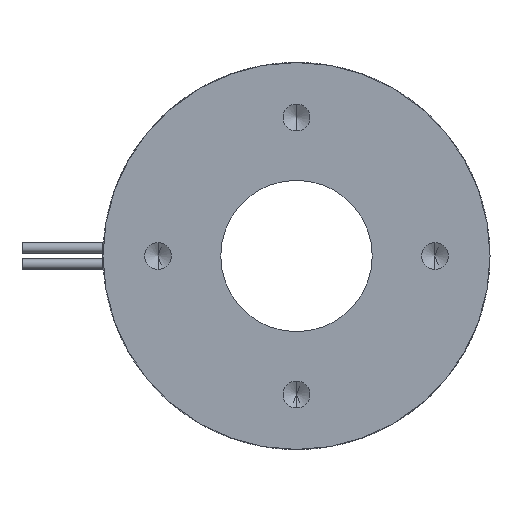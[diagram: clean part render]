
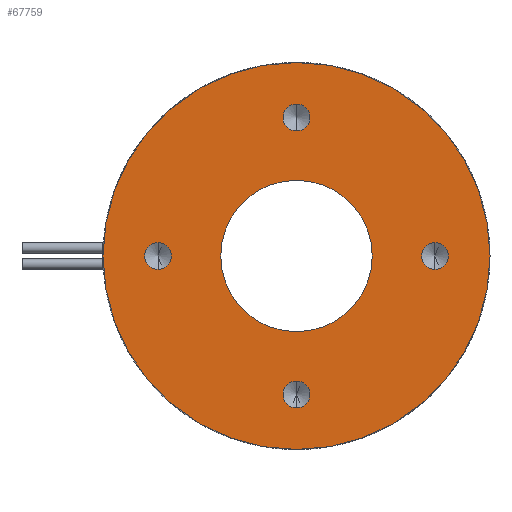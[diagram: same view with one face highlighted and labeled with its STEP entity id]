
A CAD part, left-side view. The second image highlights one B-rep face of the part: STEP entity #67759.
In plain terms, the highlighted planar face has unit normal (-1, 0, 0).
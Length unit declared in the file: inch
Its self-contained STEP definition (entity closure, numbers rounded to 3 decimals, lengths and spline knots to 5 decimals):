
#346 = ORIENTED_EDGE ( 'NONE', *, *, #38500, .F. ) ;
#1548 = EDGE_CURVE ( 'NONE', #75343, #67546, #36049, .T. ) ;
#1568 = EDGE_CURVE ( 'NONE', #18823, #40076, #67804, .T. ) ;
#2229 = CARTESIAN_POINT ( 'NONE',  ( 0., 0., 0.935 ) ) ;
#2697 = EDGE_LOOP ( 'NONE', ( #22739, #17064 ) ) ;
#3380 = DIRECTION ( 'NONE',  ( -1., 0., 0. ) ) ;
#3395 = CIRCLE ( 'NONE', #62115, 2.39 ) ;
#4793 = AXIS2_PLACEMENT_3D ( 'NONE', #41791, #77556, #35782 ) ;
#5293 = CIRCLE ( 'NONE', #50114, 0.166 ) ;
#5677 = DIRECTION ( 'NONE',  ( 0., 0., 1. ) ) ;
#7188 = AXIS2_PLACEMENT_3D ( 'NONE', #52332, #69299, #58500 ) ;
#8670 = CIRCLE ( 'NONE', #36573, 0.166 ) ;
#8755 = VERTEX_POINT ( 'NONE', #69951 ) ;
#9151 = CIRCLE ( 'NONE', #4793, 0.166 ) ;
#9560 = CARTESIAN_POINT ( 'NONE',  ( 0., 0., 1.71 ) ) ;
#10227 = EDGE_CURVE ( 'NONE', #62622, #8755, #49156, .T. ) ;
#11601 = DIRECTION ( 'NONE',  ( 1., 0., 0. ) ) ;
#12257 = AXIS2_PLACEMENT_3D ( 'NONE', #18847, #71888, #5677 ) ;
#12277 = CARTESIAN_POINT ( 'NONE',  ( 0., 0., 1.544 ) ) ;
#13667 = DIRECTION ( 'NONE',  ( 0., 0., 1. ) ) ;
#14415 = DIRECTION ( 'NONE',  ( -1., 0., 0. ) ) ;
#14844 = ORIENTED_EDGE ( 'NONE', *, *, #19389, .F. ) ;
#16002 = FACE_BOUND ( 'NONE', #76607, .T. ) ;
#16177 = ORIENTED_EDGE ( 'NONE', *, *, #74776, .F. ) ;
#16630 = EDGE_CURVE ( 'NONE', #41084, #70298, #56329, .T. ) ;
#17064 = ORIENTED_EDGE ( 'NONE', *, *, #65669, .F. ) ;
#17911 = FACE_BOUND ( 'NONE', #55358, .T. ) ;
#18823 = VERTEX_POINT ( 'NONE', #12277 ) ;
#18847 = CARTESIAN_POINT ( 'NONE',  ( 0., 0., 0. ) ) ;
#19389 = EDGE_CURVE ( 'NONE', #40076, #18823, #28814, .T. ) ;
#19515 = EDGE_CURVE ( 'NONE', #36894, #23144, #5293, .T. ) ;
#19593 = EDGE_CURVE ( 'NONE', #67546, #75343, #3395, .T. ) ;
#19750 = CARTESIAN_POINT ( 'NONE',  ( 0., 1.71, 0. ) ) ;
#21584 = CARTESIAN_POINT ( 'NONE',  ( 0., 0., 0. ) ) ;
#22641 = CARTESIAN_POINT ( 'NONE',  ( 0., 0., 2.39 ) ) ;
#22739 = ORIENTED_EDGE ( 'NONE', *, *, #19515, .F. ) ;
#23144 = VERTEX_POINT ( 'NONE', #27057 ) ;
#23704 = CARTESIAN_POINT ( 'NONE',  ( 0., 0.935, 0. ) ) ;
#23849 = CIRCLE ( 'NONE', #7188, 0.166 ) ;
#24211 = DIRECTION ( 'NONE',  ( -1., 0., 0. ) ) ;
#27057 = CARTESIAN_POINT ( 'NONE',  ( 0., 1.71, -0.166 ) ) ;
#27584 = DIRECTION ( 'NONE',  ( 0., 0., 1. ) ) ;
#28707 = ORIENTED_EDGE ( 'NONE', *, *, #35301, .F. ) ;
#28814 = CIRCLE ( 'NONE', #75621, 0.166 ) ;
#28925 = CARTESIAN_POINT ( 'NONE',  ( 0., 0., -1.544 ) ) ;
#29376 = AXIS2_PLACEMENT_3D ( 'NONE', #59992, #24211, #30490 ) ;
#29596 = DIRECTION ( 'NONE',  ( 0., 0., 1. ) ) ;
#29723 = PLANE ( 'NONE',  #63507 ) ;
#29958 = EDGE_LOOP ( 'NONE', ( #66141, #346 ) ) ;
#30490 = DIRECTION ( 'NONE',  ( 0., 0., 1. ) ) ;
#31962 = FACE_BOUND ( 'NONE', #47251, .T. ) ;
#32394 = AXIS2_PLACEMENT_3D ( 'NONE', #9560, #76879, #51101 ) ;
#33332 = EDGE_CURVE ( 'NONE', #70298, #41084, #64854, .T. ) ;
#33696 = DIRECTION ( 'NONE',  ( 0., 0., 1. ) ) ;
#34940 = DIRECTION ( 'NONE',  ( -1., 0., 0. ) ) ;
#35301 = EDGE_CURVE ( 'NONE', #77582, #38352, #8670, .T. ) ;
#35605 = DIRECTION ( 'NONE',  ( -1., 0., 0. ) ) ;
#35782 = DIRECTION ( 'NONE',  ( 0., 0., 1. ) ) ;
#35800 = ORIENTED_EDGE ( 'NONE', *, *, #33332, .F. ) ;
#36049 = CIRCLE ( 'NONE', #12257, 2.39 ) ;
#36573 = AXIS2_PLACEMENT_3D ( 'NONE', #39730, #75489, #33696 ) ;
#36894 = VERTEX_POINT ( 'NONE', #77574 ) ;
#38352 = VERTEX_POINT ( 'NONE', #67010 ) ;
#38500 = EDGE_CURVE ( 'NONE', #8755, #62622, #74764, .T. ) ;
#39361 = DIRECTION ( 'NONE',  ( 0., 0., 1. ) ) ;
#39730 = CARTESIAN_POINT ( 'NONE',  ( 0., -1.71, 0. ) ) ;
#40076 = VERTEX_POINT ( 'NONE', #77130 ) ;
#40569 = AXIS2_PLACEMENT_3D ( 'NONE', #64714, #14415, #52772 ) ;
#41084 = VERTEX_POINT ( 'NONE', #28925 ) ;
#41791 = CARTESIAN_POINT ( 'NONE',  ( 0., -1.71, 0. ) ) ;
#44254 = ORIENTED_EDGE ( 'NONE', *, *, #19593, .T. ) ;
#45344 = CARTESIAN_POINT ( 'NONE',  ( 0., 0., 1.71 ) ) ;
#45573 = CARTESIAN_POINT ( 'NONE',  ( 0., 0., -1.876 ) ) ;
#45741 = AXIS2_PLACEMENT_3D ( 'NONE', #77388, #35605, #29596 ) ;
#45967 = FACE_OUTER_BOUND ( 'NONE', #67916, .T. ) ;
#47251 = EDGE_LOOP ( 'NONE', ( #68872, #35800 ) ) ;
#47483 = DIRECTION ( 'NONE',  ( 0., 0., -1. ) ) ;
#49156 = CIRCLE ( 'NONE', #29376, 0.935 ) ;
#50114 = AXIS2_PLACEMENT_3D ( 'NONE', #19750, #55549, #13667 ) ;
#50469 = AXIS2_PLACEMENT_3D ( 'NONE', #76713, #34940, #70711 ) ;
#51101 = DIRECTION ( 'NONE',  ( 0., 0., 1. ) ) ;
#52332 = CARTESIAN_POINT ( 'NONE',  ( 0., 1.71, 0. ) ) ;
#52772 = DIRECTION ( 'NONE',  ( 0., 0., 1. ) ) ;
#55358 = EDGE_LOOP ( 'NONE', ( #14844, #67971 ) ) ;
#55549 = DIRECTION ( 'NONE',  ( -1., 0., 0. ) ) ;
#56329 = CIRCLE ( 'NONE', #45741, 0.166 ) ;
#57347 = DIRECTION ( 'NONE',  ( -1., 0., 0. ) ) ;
#58500 = DIRECTION ( 'NONE',  ( 0., 0., 1. ) ) ;
#59992 = CARTESIAN_POINT ( 'NONE',  ( 0., 0., 0. ) ) ;
#61839 = FACE_BOUND ( 'NONE', #29958, .T. ) ;
#61888 = CARTESIAN_POINT ( 'NONE',  ( 0., 0., -2.39 ) ) ;
#62115 = AXIS2_PLACEMENT_3D ( 'NONE', #21584, #57347, #27584 ) ;
#62622 = VERTEX_POINT ( 'NONE', #2229 ) ;
#63507 = AXIS2_PLACEMENT_3D ( 'NONE', #23704, #11601, #47483 ) ;
#63760 = CARTESIAN_POINT ( 'NONE',  ( 0., -1.71, -0.166 ) ) ;
#64714 = CARTESIAN_POINT ( 'NONE',  ( 0., 0., -1.71 ) ) ;
#64854 = CIRCLE ( 'NONE', #40569, 0.166 ) ;
#65669 = EDGE_CURVE ( 'NONE', #23144, #36894, #23849, .T. ) ;
#66141 = ORIENTED_EDGE ( 'NONE', *, *, #10227, .F. ) ;
#67010 = CARTESIAN_POINT ( 'NONE',  ( 0., -1.71, 0.166 ) ) ;
#67546 = VERTEX_POINT ( 'NONE', #61888 ) ;
#67759 = ADVANCED_FACE ( 'NONE', ( #17911, #16002, #31962, #77745, #61839, #45967 ), #29723, .F. ) ;
#67804 = CIRCLE ( 'NONE', #32394, 0.166 ) ;
#67916 = EDGE_LOOP ( 'NONE', ( #71365, #44254 ) ) ;
#67971 = ORIENTED_EDGE ( 'NONE', *, *, #1568, .F. ) ;
#68872 = ORIENTED_EDGE ( 'NONE', *, *, #16630, .F. ) ;
#69299 = DIRECTION ( 'NONE',  ( -1., 0., 0. ) ) ;
#69951 = CARTESIAN_POINT ( 'NONE',  ( 0., 0., -0.935 ) ) ;
#70298 = VERTEX_POINT ( 'NONE', #45573 ) ;
#70711 = DIRECTION ( 'NONE',  ( 0., 0., 1. ) ) ;
#71365 = ORIENTED_EDGE ( 'NONE', *, *, #1548, .T. ) ;
#71888 = DIRECTION ( 'NONE',  ( -1., 0., 0. ) ) ;
#74764 = CIRCLE ( 'NONE', #50469, 0.935 ) ;
#74776 = EDGE_CURVE ( 'NONE', #38352, #77582, #9151, .T. ) ;
#75343 = VERTEX_POINT ( 'NONE', #22641 ) ;
#75489 = DIRECTION ( 'NONE',  ( -1., 0., 0. ) ) ;
#75621 = AXIS2_PLACEMENT_3D ( 'NONE', #45344, #3380, #39361 ) ;
#76607 = EDGE_LOOP ( 'NONE', ( #16177, #28707 ) ) ;
#76713 = CARTESIAN_POINT ( 'NONE',  ( 0., 0., 0. ) ) ;
#76879 = DIRECTION ( 'NONE',  ( -1., 0., 0. ) ) ;
#77130 = CARTESIAN_POINT ( 'NONE',  ( 0., 0., 1.876 ) ) ;
#77388 = CARTESIAN_POINT ( 'NONE',  ( 0., 0., -1.71 ) ) ;
#77556 = DIRECTION ( 'NONE',  ( -1., 0., 0. ) ) ;
#77574 = CARTESIAN_POINT ( 'NONE',  ( 0., 1.71, 0.166 ) ) ;
#77582 = VERTEX_POINT ( 'NONE', #63760 ) ;
#77745 = FACE_BOUND ( 'NONE', #2697, .T. ) ;
